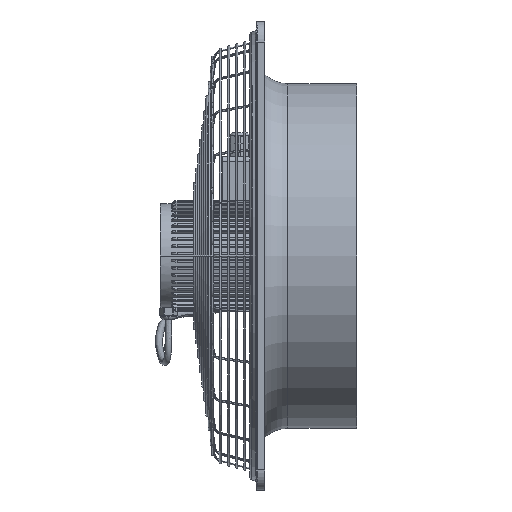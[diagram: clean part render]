
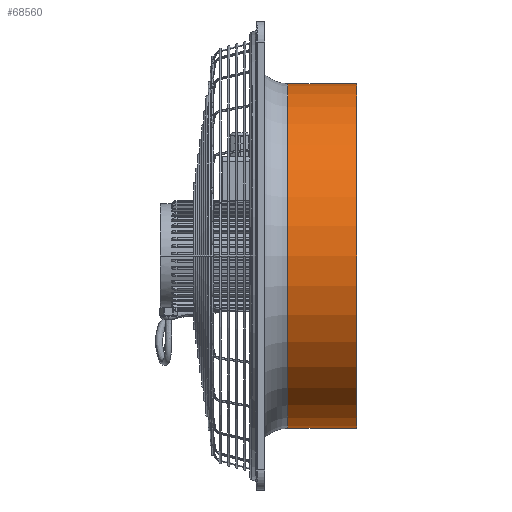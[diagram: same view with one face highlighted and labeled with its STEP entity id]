
A CAD part, front view. The second image highlights one B-rep face of the part: STEP entity #68560.
In plain terms, the highlighted cylindrical face has radius 258 mm (diameter 516 mm), a partial arc.
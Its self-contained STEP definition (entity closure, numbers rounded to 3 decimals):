
#30930=CARTESIAN_POINT('',(-283.534,-206.,
0.));
#30940=VERTEX_POINT('',#30930);
#30970=CARTESIAN_POINT('',(-283.534,-464.,
0.));
#30980=DIRECTION('',(-1.,-0.,-0.));
#30990=DIRECTION('',(0.,-1.,0.));
#31000=AXIS2_PLACEMENT_3D('',#30970,#30980,#30990);
#31010=CIRCLE('',#31000,258.);
#31020=CARTESIAN_POINT('',(-283.534,-722.,
0.));
#31030=VERTEX_POINT('',#31020);
#31040=EDGE_CURVE('',#30940,#31030,#31010,.T.);
#68250=CARTESIAN_POINT('',(-335.034,-464.,
0.));
#68260=DIRECTION('',(1.,0.,0.));
#68270=DIRECTION('',(0.,-1.,0.));
#68280=AXIS2_PLACEMENT_3D('',#68250,#68260,#68270);
#68290=CYLINDRICAL_SURFACE('',#68280,258.);
#68300=CARTESIAN_POINT('',(-335.034,-722.,
0.));
#68310=DIRECTION('',(1.,0.,0.));
#68320=VECTOR('',#68310,1.);
#68330=LINE('',#68300,#68320);
#68340=CARTESIAN_POINT('',(-386.534,-722.,
0.));
#68350=VERTEX_POINT('',#68340);
#68360=EDGE_CURVE('',#68350,#31030,#68330,.T.);
#68370=ORIENTED_EDGE('',*,*,#68360,.F.);
#68380=ORIENTED_EDGE('',*,*,#31040,.T.);
#68390=CARTESIAN_POINT('',(-335.034,-206.,
0.));
#68400=DIRECTION('',(1.,0.,0.));
#68410=VECTOR('',#68400,1.);
#68420=LINE('',#68390,#68410);
#68430=CARTESIAN_POINT('',(-386.534,-206.,
0.));
#68440=VERTEX_POINT('',#68430);
#68450=EDGE_CURVE('',#68440,#30940,#68420,.T.);
#68460=ORIENTED_EDGE('',*,*,#68450,.T.);
#68470=CARTESIAN_POINT('',(-386.534,-464.,
0.));
#68480=DIRECTION('',(1.,0.,0.));
#68490=DIRECTION('',(0.,-1.,0.));
#68500=AXIS2_PLACEMENT_3D('',#68470,#68480,#68490);
#68510=CIRCLE('',#68500,258.);
#68520=EDGE_CURVE('',#68350,#68440,#68510,.T.);
#68530=ORIENTED_EDGE('',*,*,#68520,.T.);
#68540=EDGE_LOOP('',(#68530,#68460,#68380,#68370));
#68550=FACE_OUTER_BOUND('',#68540,.T.);
#68560=ADVANCED_FACE('',(#68550),#68290,.T.);
